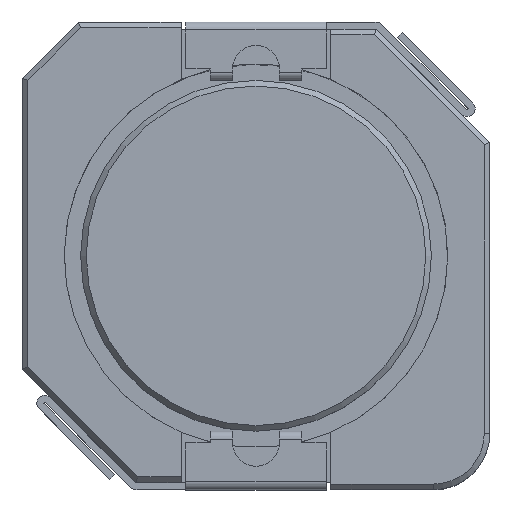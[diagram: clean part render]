
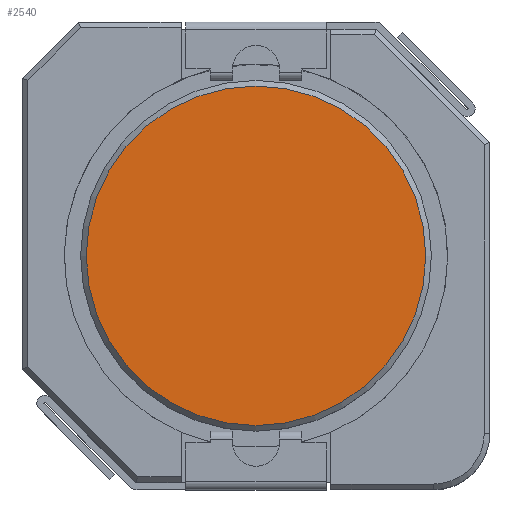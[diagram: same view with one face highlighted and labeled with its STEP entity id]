
A CAD part, top view. The second image highlights one B-rep face of the part: STEP entity #2540.
In plain terms, the highlighted planar face has unit normal (0, 0, 1).
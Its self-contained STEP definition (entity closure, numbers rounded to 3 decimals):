
#666=FACE_OUTER_BOUND('',#808,.T.);
#808=EDGE_LOOP('',(#1679));
#960=CIRCLE('',#2688,3.63);
#1045=VERTEX_POINT('',#3667);
#1299=EDGE_CURVE('',#1045,#1045,#960,.T.);
#1679=ORIENTED_EDGE('',*,*,#1299,.F.);
#2439=PLANE('',#2687);
#2540=ADVANCED_FACE('',(#666),#2439,.F.);
#2687=AXIS2_PLACEMENT_3D('',#3666,#2916,#2917);
#2688=AXIS2_PLACEMENT_3D('',#3668,#2918,#2919);
#2916=DIRECTION('center_axis',(0.,0.,-1.));
#2917=DIRECTION('ref_axis',(-1.,0.,0.));
#2918=DIRECTION('center_axis',(0.,0.,-1.));
#2919=DIRECTION('ref_axis',(-1.,0.,0.));
#3666=CARTESIAN_POINT('Origin',(0.,0.,4.799));
#3667=CARTESIAN_POINT('',(-3.63,0.,4.799));
#3668=CARTESIAN_POINT('Origin',(0.,0.,4.799));
